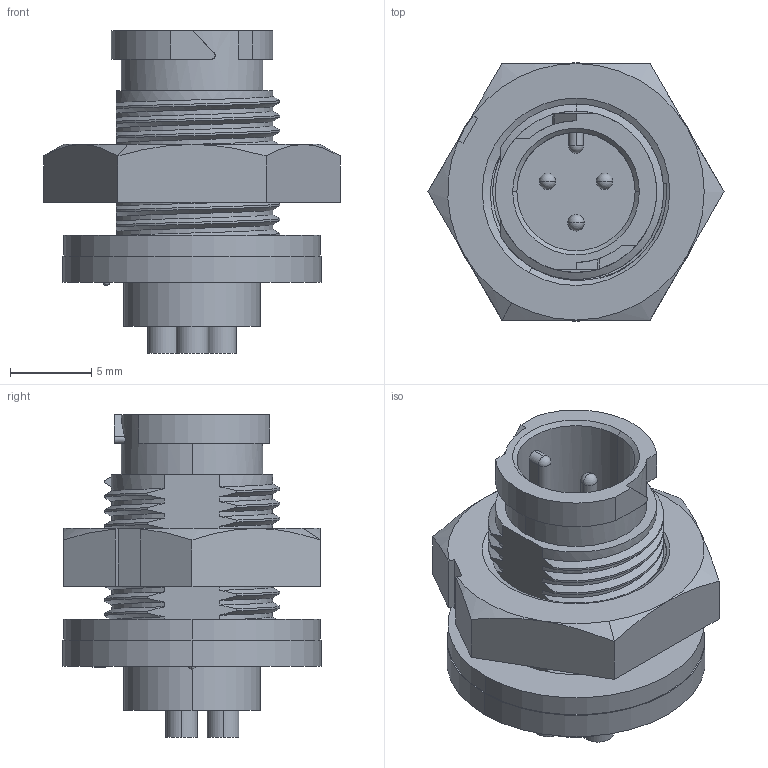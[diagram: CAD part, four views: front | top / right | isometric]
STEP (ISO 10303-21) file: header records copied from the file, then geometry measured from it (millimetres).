
FILE_DESCRIPTION (( 'STEP AP203' ), '1' );
FILE_NAME ('W17280-3PG-P-300.STEP', '2021-01-12T22:23:49', ( '' ), ( '' ), 'SwSTEP 2.0', 'SolidWorks 2020', '' );
FILE_SCHEMA (( 'CONFIG_CONTROL_DESIGN' ));
Length unit declared in the file: millimetre
Products named in the file (4): W17280-3PG-P-300; HEX NUT.step; W17280-3PG-P.step; GASKET.step
Assembly tree (3 placements, depth 2):
  W17280-3PG-P-300
    GASKET.step
    HEX NUT.step
    W17280-3PG-P.step
Bounding box: 18.18 x 15.88 x 19.82 mm (x, y, z)
Volume: 1758.9 mm3; surface area: 2404.4 mm2
Topology: 3 solids, 3 shells, 170 faces, 444 edges, 285 vertices
Faces by surface type: cylinder 73, plane 51, bspline 24, cone 13, sphere 9
Entity records: 13056 total; most frequent: CARTESIAN_POINT 8902, ORIENTED_EDGE 860, DIRECTION 693, EDGE_CURVE 430, VERTEX_POINT 280, AXIS2_PLACEMENT_3D 253, EDGE_LOOP 188, VECTOR 187
